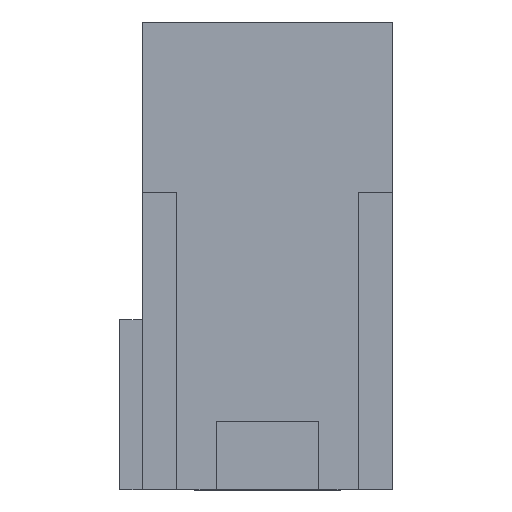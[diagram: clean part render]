
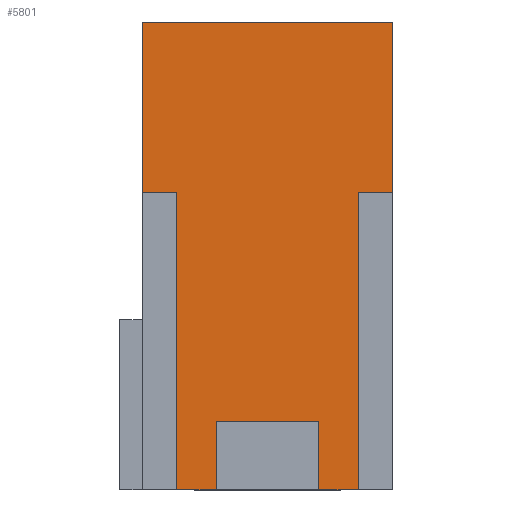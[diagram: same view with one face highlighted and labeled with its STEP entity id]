
A CAD part, left-side view. The second image highlights one B-rep face of the part: STEP entity #5801.
In plain terms, the highlighted planar face has unit normal (-1, 0, 0).
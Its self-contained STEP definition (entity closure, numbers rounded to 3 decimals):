
#5515=CARTESIAN_POINT('',(-15.0,5.35,0.));
#5516=VERTEX_POINT('',#5515);
#5523=CARTESIAN_POINT('',(-15.0,5.35,17.5));
#5524=VERTEX_POINT('',#5523);
#5525=CARTESIAN_POINT('',(-15.0,5.35,17.5));
#5526=DIRECTION('',(0.0,0.0,-1.0));
#5527=VECTOR('',#5526,17.5);
#5528=LINE('',#5525,#5527);
#5529=EDGE_CURVE('',#5524,#5516,#5528,.T.);
#5554=CARTESIAN_POINT('',(-15.0,7.35,17.5));
#5555=VERTEX_POINT('',#5554);
#5556=CARTESIAN_POINT('',(-15.0,7.35,17.5));
#5557=DIRECTION('',(0.0,-1.0,0.0));
#5558=VECTOR('',#5557,2.);
#5559=LINE('',#5556,#5558);
#5560=EDGE_CURVE('',#5555,#5524,#5559,.T.);
#5610=CARTESIAN_POINT('',(-15.0,-5.35,17.5));
#5611=VERTEX_POINT('',#5610);
#5618=CARTESIAN_POINT('',(-15.0,-5.35,0.));
#5619=VERTEX_POINT('',#5618);
#5620=CARTESIAN_POINT('',(-15.0,-5.35,0.));
#5621=DIRECTION('',(0.0,0.0,1.0));
#5622=VECTOR('',#5621,17.5);
#5623=LINE('',#5620,#5622);
#5624=EDGE_CURVE('',#5619,#5611,#5623,.T.);
#5648=CARTESIAN_POINT('',(-15.0,-7.35,17.5));
#5649=VERTEX_POINT('',#5648);
#5656=CARTESIAN_POINT('',(-15.0,-5.35,17.5));
#5657=DIRECTION('',(0.0,-1.0,0.0));
#5658=VECTOR('',#5657,2.);
#5659=LINE('',#5656,#5658);
#5660=EDGE_CURVE('',#5611,#5649,#5659,.T.);
#5720=CARTESIAN_POINT('',(-15.,-7.35,27.5));
#5721=VERTEX_POINT('',#5720);
#5728=CARTESIAN_POINT('',(-15.0,-7.35,17.5));
#5729=DIRECTION('',(0.0,0.0,1.0));
#5730=VECTOR('',#5729,10.);
#5731=LINE('',#5728,#5730);
#5732=EDGE_CURVE('',#5649,#5721,#5731,.T.);
#5737=CARTESIAN_POINT('',(-15.,0.0,27.5));
#5738=DIRECTION('',(-1.0,0.0,0.0));
#5739=DIRECTION('',(0.0,0.0,1.0));
#5740=AXIS2_PLACEMENT_3D('',#5737,#5738,#5739);
#5741=PLANE('',#5740);
#5742=ORIENTED_EDGE('',*,*,#5560,.T.);
#5743=ORIENTED_EDGE('',*,*,#5529,.T.);
#5744=CARTESIAN_POINT('',(-15.0,3.,0.));
#5745=VERTEX_POINT('',#5744);
#5746=CARTESIAN_POINT('',(-15.0,3.,0.));
#5747=DIRECTION('',(0.0,1.0,0.0));
#5748=VECTOR('',#5747,2.35);
#5749=LINE('',#5746,#5748);
#5750=EDGE_CURVE('',#5745,#5516,#5749,.T.);
#5751=ORIENTED_EDGE('',*,*,#5750,.F.);
#5752=CARTESIAN_POINT('',(-15.0,3.,4.));
#5753=VERTEX_POINT('',#5752);
#5754=CARTESIAN_POINT('',(-15.0,3.,0.));
#5755=DIRECTION('',(0.0,0.0,1.0));
#5756=VECTOR('',#5755,4.);
#5757=LINE('',#5754,#5756);
#5758=EDGE_CURVE('',#5745,#5753,#5757,.T.);
#5759=ORIENTED_EDGE('',*,*,#5758,.T.);
#5760=CARTESIAN_POINT('',(-15.0,-3.,4.));
#5761=VERTEX_POINT('',#5760);
#5762=CARTESIAN_POINT('',(-15.0,3.,4.));
#5763=DIRECTION('',(0.0,-1.0,0.0));
#5764=VECTOR('',#5763,6.);
#5765=LINE('',#5762,#5764);
#5766=EDGE_CURVE('',#5753,#5761,#5765,.T.);
#5767=ORIENTED_EDGE('',*,*,#5766,.T.);
#5768=CARTESIAN_POINT('',(-15.0,-3.,0.));
#5769=VERTEX_POINT('',#5768);
#5770=CARTESIAN_POINT('',(-15.0,-3.,4.));
#5771=DIRECTION('',(0.0,0.0,-1.0));
#5772=VECTOR('',#5771,4.);
#5773=LINE('',#5770,#5772);
#5774=EDGE_CURVE('',#5761,#5769,#5773,.T.);
#5775=ORIENTED_EDGE('',*,*,#5774,.T.);
#5776=CARTESIAN_POINT('',(-15.0,-5.35,0.));
#5777=DIRECTION('',(0.0,1.0,0.0));
#5778=VECTOR('',#5777,2.35);
#5779=LINE('',#5776,#5778);
#5780=EDGE_CURVE('',#5619,#5769,#5779,.T.);
#5781=ORIENTED_EDGE('',*,*,#5780,.F.);
#5782=ORIENTED_EDGE('',*,*,#5624,.T.);
#5783=ORIENTED_EDGE('',*,*,#5660,.T.);
#5784=ORIENTED_EDGE('',*,*,#5732,.T.);
#5785=CARTESIAN_POINT('',(-15.,7.35,27.5));
#5786=VERTEX_POINT('',#5785);
#5787=CARTESIAN_POINT('',(-15.,-7.35,27.5));
#5788=DIRECTION('',(0.0,1.0,0.0));
#5789=VECTOR('',#5788,14.7);
#5790=LINE('',#5787,#5789);
#5791=EDGE_CURVE('',#5721,#5786,#5790,.T.);
#5792=ORIENTED_EDGE('',*,*,#5791,.T.);
#5793=CARTESIAN_POINT('',(-15.,7.35,27.5));
#5794=DIRECTION('',(0.0,0.0,-1.0));
#5795=VECTOR('',#5794,10.);
#5796=LINE('',#5793,#5795);
#5797=EDGE_CURVE('',#5786,#5555,#5796,.T.);
#5798=ORIENTED_EDGE('',*,*,#5797,.T.);
#5799=EDGE_LOOP('',(#5742,#5743,#5751,#5759,#5767,#5775,#5781,#5782,#5783,#5784,#5792,#5798));
#5800=FACE_OUTER_BOUND('',#5799,.T.);
#5801=ADVANCED_FACE('',(#5800),#5741,.T.);
